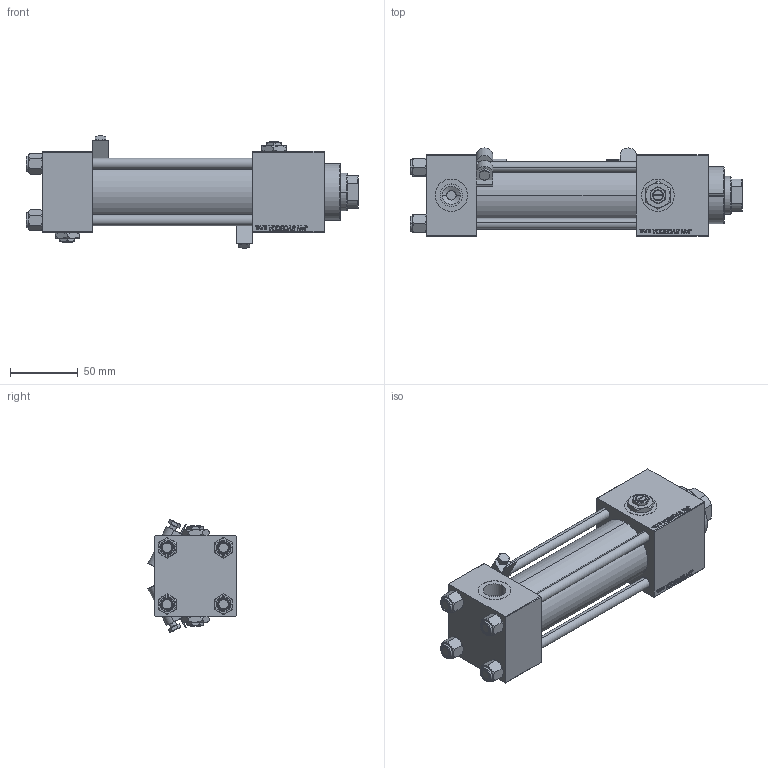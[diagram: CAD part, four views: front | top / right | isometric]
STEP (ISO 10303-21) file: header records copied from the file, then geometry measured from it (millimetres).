
FILE_DESCRIPTION (( 'STEP AP203' ), '1' );
FILE_NAME ('e8cb.STEP', '2022-04-16T12:04:29', ( '' ), ( '' ), 'SwSTEP 2.0', 'SolidWorks 2019', '' );
FILE_SCHEMA (( 'CONFIG_CONTROL_DESIGN' ));
Length unit declared in the file: millimetre
Products named in the file (8): V215_VC_A ab8d886e278ece235182ea01e07853e0; Zatka_pro_OIL_PORT ab8d886e278ece235182ea01e07853e0; NUT_M5_C ab8d886e278ece235182ea01e07853e0; V215CR_VCP_C ab8d886e278ece235182ea01e07853e0; V215CR_C_TYCINKA ab8d886e278ece235182ea01e07853e0; MSRF_MSRG1 ab8d886e278ece235182ea01e07853e0; e8cb; V215CR_C_Body ab8d886e278ece235182ea01e07853e0
Assembly tree (15 placements, depth 2):
  e8cb
    V215CR_C_Body ab8d886e278ece235182ea01e07853e0
    V215CR_VCP_C ab8d886e278ece235182ea01e07853e0
    NUT_M5_C ab8d886e278ece235182ea01e07853e0  x4
    V215CR_C_TYCINKA ab8d886e278ece235182ea01e07853e0  x4
    V215_VC_A ab8d886e278ece235182ea01e07853e0
    MSRF_MSRG1 ab8d886e278ece235182ea01e07853e0  x2
    Zatka_pro_OIL_PORT ab8d886e278ece235182ea01e07853e0  x2
Bounding box: 245 x 64.97 x 83.44 mm (x, y, z)
Volume: 501214 mm3; surface area: 146288.8 mm2
Topology: 15 solids, 15 shells, 1320 faces, 3280 edges, 2117 vertices
Faces by surface type: plane 612, bspline 392, cone 178, cylinder 130, torus 8
Entity records: 53555 total; most frequent: CARTESIAN_POINT 27973, ORIENTED_EDGE 5710, DIRECTION 3747, EDGE_CURVE 2855, VERTEX_POINT 1867, VECTOR 1697, LINE 1697, EDGE_LOOP 1264
